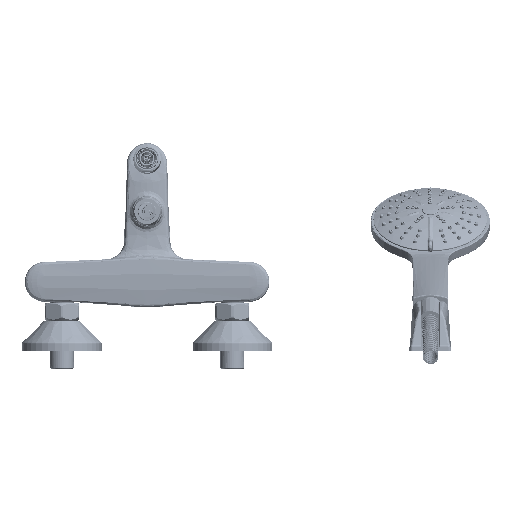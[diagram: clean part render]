
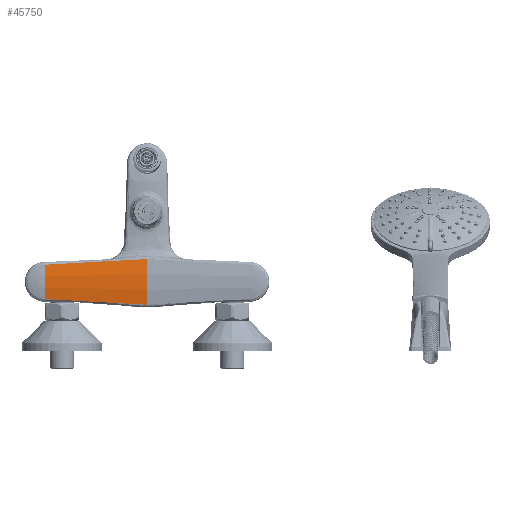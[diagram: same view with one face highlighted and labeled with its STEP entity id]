
A CAD part, front view. The second image highlights one B-rep face of the part: STEP entity #45750.
In plain terms, the highlighted free-form (B-spline) face has degree [3, 3] with [4, 11] control points.
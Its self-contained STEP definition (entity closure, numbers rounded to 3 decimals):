
#10465=CARTESIAN_POINT('',(-90.,-15.519,
-15.083));
#10516=CARTESIAN_POINT('',(-90.,-15.519,
15.083));
#10518=CARTESIAN_POINT('',(-90.,-15.519,
-15.083));
#10519=CARTESIAN_POINT('',(-82.489,-15.519,
-15.083));
#10520=CARTESIAN_POINT('',(-71.227,-15.519,
-15.23));
#10521=CARTESIAN_POINT('',(-56.214,-15.517,
-15.801));
#10522=CARTESIAN_POINT('',(-46.846,-15.516,
-16.333));
#10523=CARTESIAN_POINT('',(-39.359,-15.515,
-16.869));
#10524=CARTESIAN_POINT('',(-33.747,-15.514,
-17.326));
#10525=CARTESIAN_POINT('',(-28.139,-15.512,
-17.833));
#10526=CARTESIAN_POINT('',(-22.531,-15.511,
-18.378));
#10527=CARTESIAN_POINT('',(-17.856,-15.509,
-18.846));
#10528=CARTESIAN_POINT('',(-14.113,-15.508,
-19.206));
#10529=CARTESIAN_POINT('',(-11.302,-15.507,
-19.459));
#10530=CARTESIAN_POINT('',(-8.487,-15.506,
-19.686));
#10531=CARTESIAN_POINT('',(-4.727,-15.504,
-19.933));
#10532=CARTESIAN_POINT('',(-1.895,-15.504,-20.031));
#10533=CARTESIAN_POINT('',(0.,-15.504,-20.031));
#10535=CARTESIAN_POINT('',(-90.,-15.519,
15.083));
#10536=CARTESIAN_POINT('',(-90.,-17.494,
5.125));
#10537=CARTESIAN_POINT('',(-90.,-17.494,
-5.125));
#10538=CARTESIAN_POINT('',(-90.,-15.519,
-15.083));
#10540=CARTESIAN_POINT('',(0.,-15.504,20.031));
#10541=CARTESIAN_POINT('',(-1.895,-15.504,20.031));
#10542=CARTESIAN_POINT('',(-4.727,-15.504,
19.933));
#10543=CARTESIAN_POINT('',(-8.487,-15.506,
19.686));
#10544=CARTESIAN_POINT('',(-11.302,-15.507,
19.459));
#10545=CARTESIAN_POINT('',(-14.113,-15.508,
19.206));
#10546=CARTESIAN_POINT('',(-17.856,-15.509,
18.846));
#10547=CARTESIAN_POINT('',(-22.531,-15.511,
18.378));
#10548=CARTESIAN_POINT('',(-28.139,-15.512,
17.833));
#10549=CARTESIAN_POINT('',(-33.747,-15.514,
17.326));
#10550=CARTESIAN_POINT('',(-39.359,-15.515,
16.869));
#10551=CARTESIAN_POINT('',(-46.846,-15.516,
16.333));
#10552=CARTESIAN_POINT('',(-56.214,-15.517,
15.801));
#10553=CARTESIAN_POINT('',(-71.227,-15.519,
15.23));
#10554=CARTESIAN_POINT('',(-82.489,-15.519,
15.083));
#10555=CARTESIAN_POINT('',(-90.,-15.519,
15.083));
#10557=CARTESIAN_POINT('',(0.,-15.504,-20.031));
#10558=CARTESIAN_POINT('',(0.,-17.499,-8.933));
#10559=CARTESIAN_POINT('',(0.,-17.499,8.933));
#10560=CARTESIAN_POINT('',(0.,-15.504,20.031));
#13184=VERTEX_POINT('',#10465);
#13185=VERTEX_POINT('',#10516);
#13275=VERTEX_POINT('',#10557);
#13276=VERTEX_POINT('',#10560);
#45697=CARTESIAN_POINT('',(-90.899,-15.444,
15.461));
#45698=CARTESIAN_POINT('',(-77.219,-15.444,
15.447));
#45699=CARTESIAN_POINT('',(-54.443,-15.444,
16.059));
#45700=CARTESIAN_POINT('',(-34.198,-15.444,
17.604));
#45701=CARTESIAN_POINT('',(-21.566,-15.444,
18.829));
#45702=CARTESIAN_POINT('',(-13.454,-15.444,
19.633));
#45703=CARTESIAN_POINT('',(-7.548,-15.444,
20.112));
#45704=CARTESIAN_POINT('',(-3.151,-15.444,
20.322));
#45705=CARTESIAN_POINT('',(-0.955,-15.444,
20.362));
#45706=CARTESIAN_POINT('',(0.191,-15.444,
20.36));
#45707=CARTESIAN_POINT('',(0.287,-15.444,
20.36));
#45708=CARTESIAN_POINT('',(-90.899,-17.519,
5.259));
#45709=CARTESIAN_POINT('',(-77.219,-17.519,
5.247));
#45710=CARTESIAN_POINT('',(-54.443,-17.519,
5.738));
#45711=CARTESIAN_POINT('',(-34.198,-17.519,
6.974));
#45712=CARTESIAN_POINT('',(-21.566,-17.519,
7.955));
#45713=CARTESIAN_POINT('',(-13.454,-17.519,
8.598));
#45714=CARTESIAN_POINT('',(-7.548,-17.519,
8.981));
#45715=CARTESIAN_POINT('',(-3.151,-17.519,
9.15));
#45716=CARTESIAN_POINT('',(-0.955,-17.519,
9.182));
#45717=CARTESIAN_POINT('',(0.191,-17.519,
9.18));
#45718=CARTESIAN_POINT('',(0.287,-17.519,
9.18));
#45719=CARTESIAN_POINT('',(-90.899,-17.519,
-5.259));
#45720=CARTESIAN_POINT('',(-77.219,-17.519,
-5.247));
#45721=CARTESIAN_POINT('',(-54.443,-17.519,
-5.738));
#45722=CARTESIAN_POINT('',(-34.198,-17.519,
-6.974));
#45723=CARTESIAN_POINT('',(-21.566,-17.519,
-7.955));
#45724=CARTESIAN_POINT('',(-13.454,-17.519,
-8.598));
#45725=CARTESIAN_POINT('',(-7.548,-17.519,
-8.981));
#45726=CARTESIAN_POINT('',(-3.151,-17.519,
-9.15));
#45727=CARTESIAN_POINT('',(-0.955,-17.519,
-9.182));
#45728=CARTESIAN_POINT('',(0.191,-17.519,
-9.18));
#45729=CARTESIAN_POINT('',(0.287,-17.519,
-9.18));
#45730=CARTESIAN_POINT('',(-90.899,-15.443,
-15.461));
#45731=CARTESIAN_POINT('',(-77.219,-15.443,
-15.447));
#45732=CARTESIAN_POINT('',(-54.443,-15.443,
-16.059));
#45733=CARTESIAN_POINT('',(-34.198,-15.443,
-17.604));
#45734=CARTESIAN_POINT('',(-21.566,-15.443,
-18.829));
#45735=CARTESIAN_POINT('',(-13.454,-15.443,
-19.633));
#45736=CARTESIAN_POINT('',(-7.548,-15.443,
-20.112));
#45737=CARTESIAN_POINT('',(-3.151,-15.443,
-20.322));
#45738=CARTESIAN_POINT('',(-0.955,-15.443,
-20.362));
#45739=CARTESIAN_POINT('',(0.191,-15.443,
-20.36));
#45740=CARTESIAN_POINT('',(0.287,-15.443,
-20.36));
#45741=B_SPLINE_SURFACE_WITH_KNOTS('',3,3,((#45697,#45698,#45699,#45700,#45701,
#45702,#45703,#45704,#45705,#45706,#45707),(#45708,#45709,#45710,#45711,#45712,
#45713,#45714,#45715,#45716,#45717,#45718),(#45719,#45720,#45721,#45722,#45723,
#45724,#45725,#45726,#45727,#45728,#45729),(#45730,#45731,#45732,#45733,#45734,
#45735,#45736,#45737,#45738,#45739,#45740)),.UNSPECIFIED.,.F.,.F.,.F.,(4,4),(4,
1,1,1,1,1,1,1,4),(0.059,0.941),(-0.003,
0.125,0.25,0.313,0.375,0.438,0.469,0.5,0.503),
.UNSPECIFIED.);
#45743=ORIENTED_EDGE('',*,*,#45742,.F.);
#45745=ORIENTED_EDGE('',*,*,#45744,.F.);
#45746=ORIENTED_EDGE('',*,*,#45692,.F.);
#45747=ORIENTED_EDGE('',*,*,#39423,.F.);
#45748=EDGE_LOOP('',(#45743,#45745,#45746,#45747));
#45749=FACE_OUTER_BOUND('',#45748,.F.);
#45750=ADVANCED_FACE('',(#45749),#45741,.T.);
#10534=B_SPLINE_CURVE_WITH_KNOTS('',3,(#10518,#10519,#10520,#10521,#10522,
#10523,#10524,#10525,#10526,#10527,#10528,#10529,#10530,#10531,#10532,#10533),
.UNSPECIFIED.,.F.,.F.,(4,1,1,1,1,1,1,1,1,1,1,1,1,4),(0.,0.25,
0.375,0.5,0.562,0.625,
0.687,0.75,0.812,0.844,
0.875,0.906,0.937,1.),.UNSPECIFIED.);
#10539=B_SPLINE_CURVE_WITH_KNOTS('',3,(#10535,#10536,#10537,#10538),
.UNSPECIFIED.,.F.,.F.,(4,4),(0.,1.),.UNSPECIFIED.);
#10556=B_SPLINE_CURVE_WITH_KNOTS('',3,(#10540,#10541,#10542,#10543,#10544,
#10545,#10546,#10547,#10548,#10549,#10550,#10551,#10552,#10553,#10554,#10555),
.UNSPECIFIED.,.F.,.F.,(4,1,1,1,1,1,1,1,1,1,1,1,1,4),(0.,0.063,
0.094,0.125,0.156,0.188,
0.25,0.313,0.375,0.438,
0.5,0.625,0.75,1.),.UNSPECIFIED.);
#10561=B_SPLINE_CURVE_WITH_KNOTS('',3,(#10557,#10558,#10559,#10560),
.UNSPECIFIED.,.F.,.F.,(4,4),(0.,1.),.UNSPECIFIED.);
#39423=EDGE_CURVE('',#13276,#13185,#10556,.T.);
#45692=EDGE_CURVE('',#13185,#13184,#10539,.T.);
#45742=EDGE_CURVE('',#13275,#13276,#10561,.T.);
#45744=EDGE_CURVE('',#13184,#13275,#10534,.T.);
